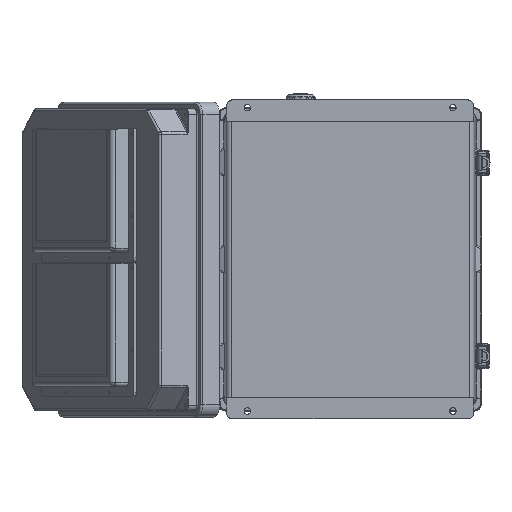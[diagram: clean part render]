
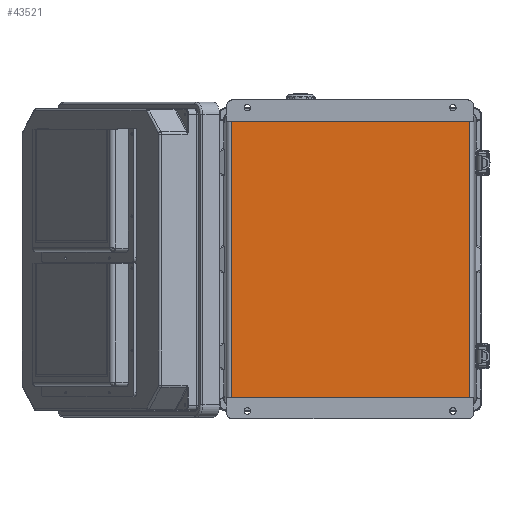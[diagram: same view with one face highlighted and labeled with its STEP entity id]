
A CAD part, front view. The second image highlights one B-rep face of the part: STEP entity #43521.
In plain terms, the highlighted planar face has unit normal (0, -1, 0).
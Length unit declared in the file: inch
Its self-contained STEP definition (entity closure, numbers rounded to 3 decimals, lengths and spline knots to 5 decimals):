
#3783 = DIRECTION ( 'NONE',  ( -1., 0., 0. ) ) ;
#5227 = LINE ( 'NONE', #48135, #5920 ) ;
#5380 = DIRECTION ( 'NONE',  ( 0., 0., 1. ) ) ;
#5920 = VECTOR ( 'NONE', #83322, 39.37008 ) ;
#8774 = VECTOR ( 'NONE', #25731, 39.37008 ) ;
#11132 = DIRECTION ( 'NONE',  ( 0., 1., 0. ) ) ;
#12779 = LINE ( 'NONE', #69151, #41055 ) ;
#15503 = FACE_OUTER_BOUND ( 'NONE', #46509, .T. ) ;
#18261 = VERTEX_POINT ( 'NONE', #47506 ) ;
#18529 = CARTESIAN_POINT ( 'NONE',  ( -5.78771, 0.05906, -1.04331 ) ) ;
#20864 = EDGE_CURVE ( 'NONE', #35488, #70567, #53306, .T. ) ;
#25731 = DIRECTION ( 'NONE',  ( 0., 0., 1. ) ) ;
#32232 = ORIENTED_EDGE ( 'NONE', *, *, #20864, .F. ) ;
#35488 = VERTEX_POINT ( 'NONE', #73807 ) ;
#39308 = PLANE ( 'NONE',  #72252 ) ;
#41055 = VECTOR ( 'NONE', #5380, 39.37008 ) ;
#43521 = ADVANCED_FACE ( 'NONE', ( #15503 ), #39308, .F. ) ;
#45644 = EDGE_CURVE ( 'NONE', #18261, #58658, #12779, .T. ) ;
#46159 = CARTESIAN_POINT ( 'NONE',  ( 6.11811, 0.05906, -1.04331 ) ) ;
#46509 = EDGE_LOOP ( 'NONE', ( #32232, #90130, #86846, #60244 ) ) ;
#47506 = CARTESIAN_POINT ( 'NONE',  ( 5.78771, 0.05906, -14.4685 ) ) ;
#48135 = CARTESIAN_POINT ( 'NONE',  ( 6.11811, 0.05906, -1.04331 ) ) ;
#53306 = LINE ( 'NONE', #18529, #8774 ) ;
#58610 = VECTOR ( 'NONE', #3783, 39.37008 ) ;
#58658 = VERTEX_POINT ( 'NONE', #84490 ) ;
#58738 = LINE ( 'NONE', #66005, #58610 ) ;
#60244 = ORIENTED_EDGE ( 'NONE', *, *, #91302, .T. ) ;
#60588 = DIRECTION ( 'NONE',  ( 0., 0., 1. ) ) ;
#66005 = CARTESIAN_POINT ( 'NONE',  ( 6.11811, 0.05906, -14.4685 ) ) ;
#69151 = CARTESIAN_POINT ( 'NONE',  ( 5.78771, 0.05906, -1.04331 ) ) ;
#70567 = VERTEX_POINT ( 'NONE', #87986 ) ;
#72252 = AXIS2_PLACEMENT_3D ( 'NONE', #46159, #11132, #60588 ) ;
#73807 = CARTESIAN_POINT ( 'NONE',  ( -5.78771, 0.05906, -14.4685 ) ) ;
#83163 = EDGE_CURVE ( 'NONE', #18261, #35488, #58738, .T. ) ;
#83322 = DIRECTION ( 'NONE',  ( -1., 0., 0. ) ) ;
#84490 = CARTESIAN_POINT ( 'NONE',  ( 5.78771, 0.05906, -1.04331 ) ) ;
#86846 = ORIENTED_EDGE ( 'NONE', *, *, #45644, .T. ) ;
#87986 = CARTESIAN_POINT ( 'NONE',  ( -5.78771, 0.05906, -1.04331 ) ) ;
#90130 = ORIENTED_EDGE ( 'NONE', *, *, #83163, .F. ) ;
#91302 = EDGE_CURVE ( 'NONE', #58658, #70567, #5227, .T. ) ;
